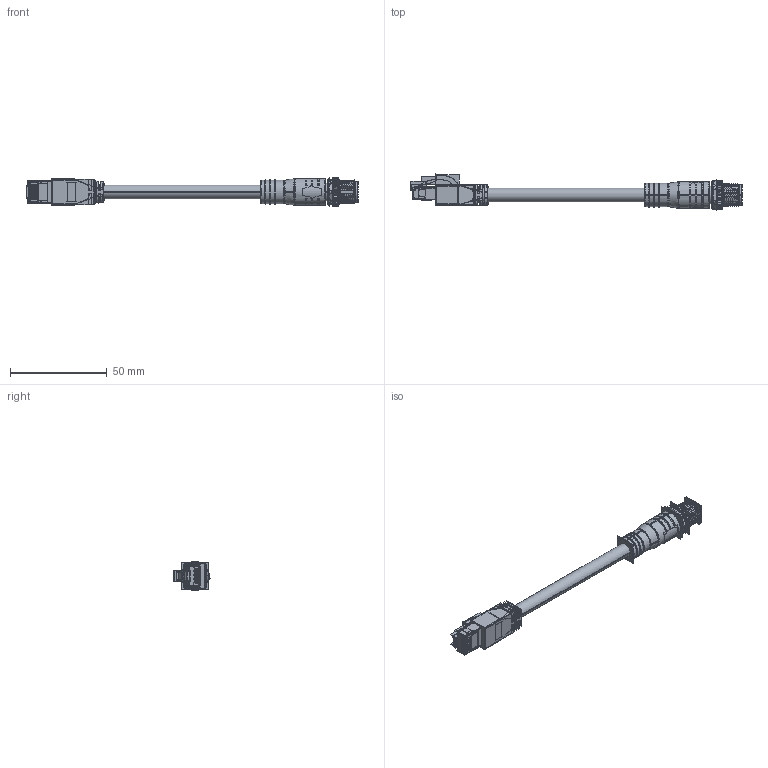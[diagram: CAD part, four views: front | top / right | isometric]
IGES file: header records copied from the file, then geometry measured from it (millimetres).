
Start section:  PTC IGES file: 243993_sm01.igs
Global section: file name: 243993_sm01.igs; native system: Creo Parametric by PTC Inc.; preprocessor: 2022414; author: banengservice; organization: Unknown; date: 20250917.082652; units: millimetre
Bounding box: 171.22 x 18.61 x 14.85 mm (x, y, z)
Volume: 26354.3 mm3; surface area: 79346.7 mm2
Topology: 3 solids, 8 shells, 3292 faces, 22204 edges, 31621 vertices
Faces by surface type: bspline 1740, revolution 1452, extrusion 100
